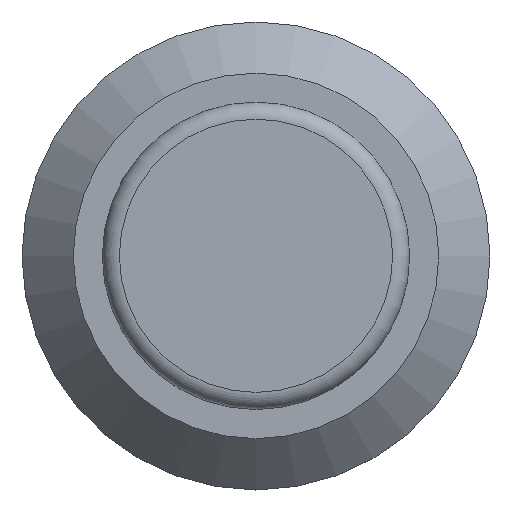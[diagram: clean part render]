
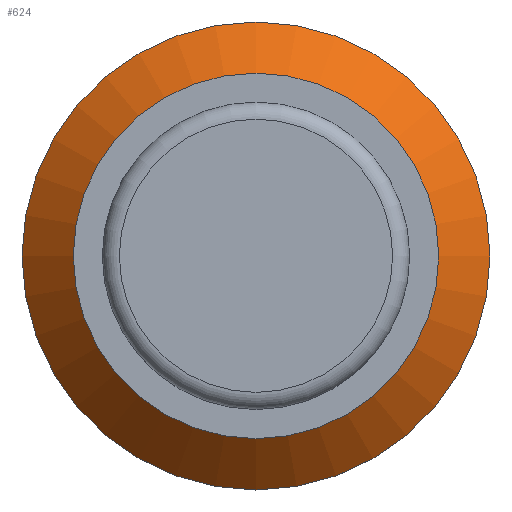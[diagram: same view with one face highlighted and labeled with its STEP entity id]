
A CAD part, top view. The second image highlights one B-rep face of the part: STEP entity #624.
In plain terms, the highlighted conical face has half-angle 45 degrees and reference radius 6.1 mm.
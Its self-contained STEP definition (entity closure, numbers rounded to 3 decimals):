
#25=CONICAL_SURFACE('',#702,6.1,0.785);
#55=CIRCLE('',#703,5.35);
#56=CIRCLE('',#704,6.85);
#57=CIRCLE('',#705,6.85);
#80=FACE_OUTER_BOUND('',#122,.T.);
#122=EDGE_LOOP('',(#500,#501,#502,#503,#504));
#186=LINE('',#1042,#244);
#244=VECTOR('',#856,6.1);
#304=VERTEX_POINT('',#1039);
#305=VERTEX_POINT('',#1041);
#306=VERTEX_POINT('',#1043);
#376=EDGE_CURVE('',#304,#304,#55,.T.);
#377=EDGE_CURVE('',#304,#305,#186,.T.);
#378=EDGE_CURVE('',#305,#306,#56,.T.);
#379=EDGE_CURVE('',#306,#305,#57,.T.);
#500=ORIENTED_EDGE('',*,*,#376,.T.);
#501=ORIENTED_EDGE('',*,*,#377,.T.);
#502=ORIENTED_EDGE('',*,*,#378,.T.);
#503=ORIENTED_EDGE('',*,*,#379,.T.);
#504=ORIENTED_EDGE('',*,*,#377,.F.);
#624=ADVANCED_FACE('',(#80),#25,.T.);
#702=AXIS2_PLACEMENT_3D('',#1038,#852,#853);
#703=AXIS2_PLACEMENT_3D('',#1040,#854,#855);
#704=AXIS2_PLACEMENT_3D('',#1044,#857,#858);
#705=AXIS2_PLACEMENT_3D('',#1045,#859,#860);
#852=DIRECTION('center_axis',(0.,0.,-1.));
#853=DIRECTION('ref_axis',(-1.,0.,0.));
#854=DIRECTION('center_axis',(0.,0.,-1.));
#855=DIRECTION('ref_axis',(-1.,0.,0.));
#856=DIRECTION('',(0.707,0.,-0.707));
#857=DIRECTION('center_axis',(0.,0.,1.));
#858=DIRECTION('ref_axis',(-1.,0.,0.));
#859=DIRECTION('center_axis',(0.,0.,1.));
#860=DIRECTION('ref_axis',(-1.,0.,0.));
#1038=CARTESIAN_POINT('Origin',(0.,0.,16.25));
#1039=CARTESIAN_POINT('',(5.35,0.,17.));
#1040=CARTESIAN_POINT('Origin',(0.,0.,17.));
#1041=CARTESIAN_POINT('',(6.85,0.,15.5));
#1042=CARTESIAN_POINT('',(6.1,0.,16.25));
#1043=CARTESIAN_POINT('',(-6.85,0.,15.5));
#1044=CARTESIAN_POINT('Origin',(0.,0.,15.5));
#1045=CARTESIAN_POINT('Origin',(0.,0.,15.5));
